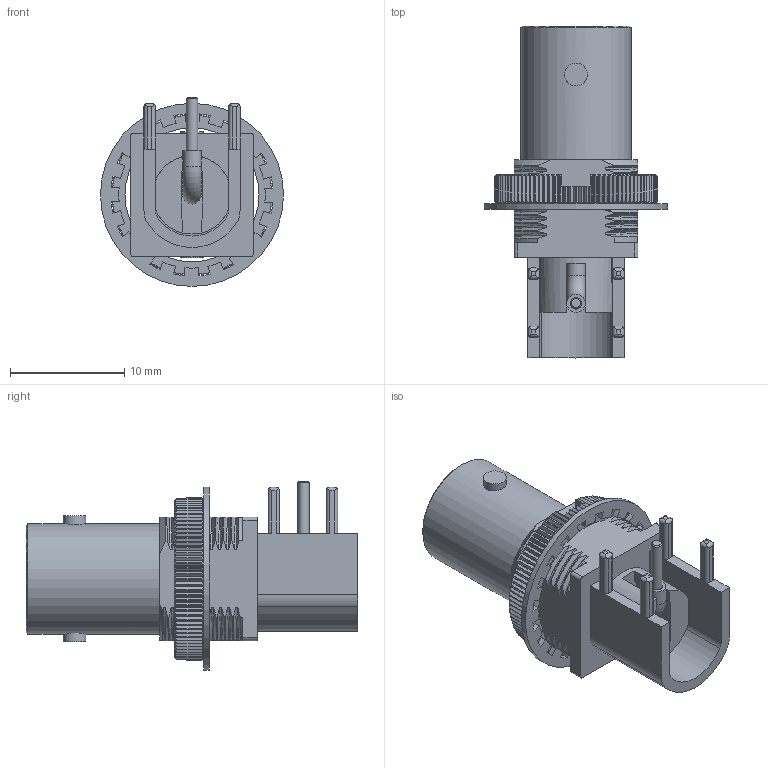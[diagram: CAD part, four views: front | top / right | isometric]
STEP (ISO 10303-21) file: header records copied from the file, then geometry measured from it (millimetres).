
FILE_DESCRIPTION (( 'STEP AP203' ), '1' );
FILE_NAME ('FMCN0007_3D.step', '2021-12-29T18:38:53', ( '' ), ( '' ), 'SwSTEP 2.0', 'SolidWorks 2021', '' );
FILE_SCHEMA (( 'CONFIG_CONTROL_DESIGN' ));
Length unit declared in the file: inch
Products named in the file (7): _BNC7T-G-P-GN-RA-BH2D_s^BNC7T-J-P-GN-RA-BH2D(2)_FMCN0007; _BNC7T-G-P-GN-RA-BH2D_w^BNC7T-J-P-GN-RA-BH2D(2)_FMCN0007; _BNC7T-G-P-GN-RA-BH2D_i^BNC7T-J-P-GN-RA-BH2D(2)_FMCN0007; FMCN0007_3D; _BNC7T-G-P-GN-RA-BH2D_p^BNC7T-J-P-GN-RA-BH2D(2)_FMCN0007; _BNC7T-G-P-GN-RA-BH2D_n^BNC7T-J-P-GN-RA-BH2D(2)_FMCN0007; BNC7T-J-P-GN-RA-BH2D(2)^FMCN0007
Assembly tree (6 placements, depth 3):
  FMCN0007_3D
    BNC7T-J-P-GN-RA-BH2D(2)^FMCN0007
      _BNC7T-G-P-GN-RA-BH2D_s^BNC7T-J-P-GN-RA-BH2D(2)_FMCN0007
      _BNC7T-G-P-GN-RA-BH2D_i^BNC7T-J-P-GN-RA-BH2D(2)_FMCN0007
      _BNC7T-G-P-GN-RA-BH2D_p^BNC7T-J-P-GN-RA-BH2D(2)_FMCN0007
      _BNC7T-G-P-GN-RA-BH2D_w^BNC7T-J-P-GN-RA-BH2D(2)_FMCN0007
      _BNC7T-G-P-GN-RA-BH2D_n^BNC7T-J-P-GN-RA-BH2D(2)_FMCN0007
Bounding box: 16 x 29 x 16.5 mm (x, y, z)
Volume: 1775.8 mm3; surface area: 2913.3 mm2
Topology: 5 solids, 5 shells, 969 faces, 2469 edges, 1519 vertices
Faces by surface type: cylinder 333, plane 324, cone 200, bspline 111, torus 1
Full cylindrical faces by diameter (mm): 1 x3, 1.35 x1, 1.42 x1, 1.6 x2, 1.98 x2, 2.03 x1, 2.1 x1, 5.94 x1, 6.1 x1, 6.18 x1, 7.1 x1, 8.13 x1, 9.65 x1, 11.717 x1, 16 x1
Entity records: 55593 total; most frequent: CARTESIAN_POINT 33394, ORIENTED_EDGE 4864, DIRECTION 4116, EDGE_CURVE 2432, AXIS2_PLACEMENT_3D 1632, VERTEX_POINT 1509, EDGE_LOOP 1013, FACE_OUTER_BOUND 989
